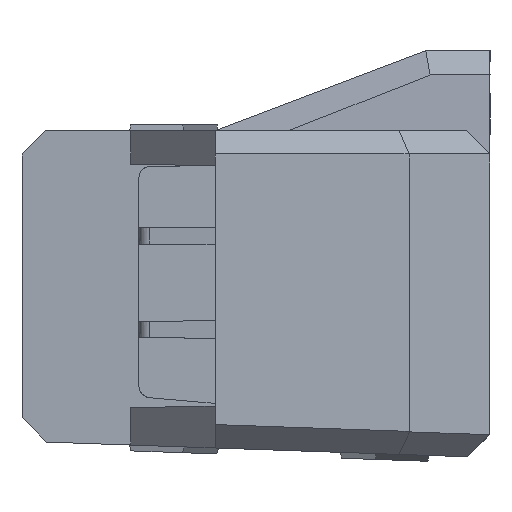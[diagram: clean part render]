
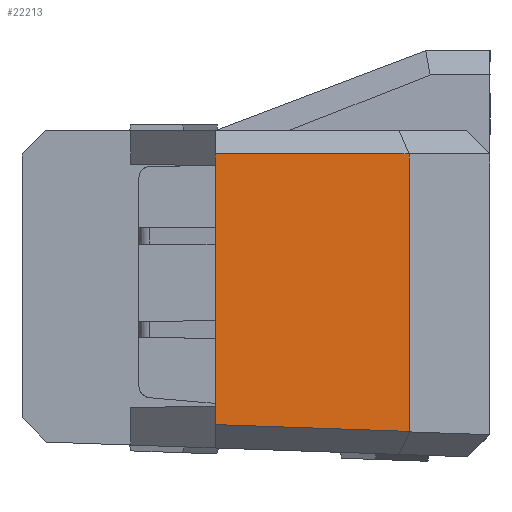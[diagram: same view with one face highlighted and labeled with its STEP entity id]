
A CAD part, left-side view. The second image highlights one B-rep face of the part: STEP entity #22213.
In plain terms, the highlighted planar face has unit normal (-0.999, -0.035, 0).
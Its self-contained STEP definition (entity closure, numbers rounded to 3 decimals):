
#281 = LINE ( 'NONE', #21120, #10373 ) ;
#373 = VERTEX_POINT ( 'NONE', #6651 ) ;
#1478 = ORIENTED_EDGE ( 'NONE', *, *, #28503, .F. ) ;
#2327 = FACE_OUTER_BOUND ( 'NONE', #32077, .T. ) ;
#6651 = CARTESIAN_POINT ( 'NONE',  ( -189.421, 6.921, 11.275 ) ) ;
#9504 = LINE ( 'NONE', #21299, #10860 ) ;
#10373 = VECTOR ( 'NONE', #24835, 1000. ) ;
#10526 = VERTEX_POINT ( 'NONE', #23327 ) ;
#10860 = VECTOR ( 'NONE', #33279, 1000. ) ;
#11346 = DIRECTION ( 'NONE',  ( -0.999, -0.035, 0. ) ) ;
#11752 = PLANE ( 'NONE',  #37805 ) ;
#11958 = EDGE_CURVE ( 'NONE', #373, #27256, #281, .T. ) ;
#17815 = VECTOR ( 'NONE', #23089, 1000. ) ;
#19690 = CARTESIAN_POINT ( 'NONE',  ( -190., 23.5, 11.275 ) ) ;
#21110 = ORIENTED_EDGE ( 'NONE', *, *, #11958, .T. ) ;
#21120 = CARTESIAN_POINT ( 'NONE',  ( -190., 23.5, 11.275 ) ) ;
#21299 = CARTESIAN_POINT ( 'NONE',  ( -189.998, 23.45, -11.854 ) ) ;
#21741 = ORIENTED_EDGE ( 'NONE', *, *, #36397, .T. ) ;
#22213 = ADVANCED_FACE ( 'NONE', ( #2327 ), #11752, .T. ) ;
#22961 = DIRECTION ( 'NONE',  ( 0.035, -0.999, 0. ) ) ;
#23089 = DIRECTION ( 'NONE',  ( 0., 0., 1. ) ) ;
#23327 = CARTESIAN_POINT ( 'NONE',  ( -190., 23.5, -11.852 ) ) ;
#23865 = ORIENTED_EDGE ( 'NONE', *, *, #34453, .T. ) ;
#24835 = DIRECTION ( 'NONE',  ( -0.035, 0.999, 0. ) ) ;
#27147 = LINE ( 'NONE', #30285, #17815 ) ;
#27250 = VERTEX_POINT ( 'NONE', #34625 ) ;
#27256 = VERTEX_POINT ( 'NONE', #19690 ) ;
#28503 = EDGE_CURVE ( 'NONE', #10526, #27256, #27147, .T. ) ;
#30285 = CARTESIAN_POINT ( 'NONE',  ( -190., 23.5, -13.276 ) ) ;
#32077 = EDGE_LOOP ( 'NONE', ( #1478, #21741, #23865, #21110 ) ) ;
#33162 = LINE ( 'NONE', #33350, #38389 ) ;
#33279 = DIRECTION ( 'NONE',  ( 0.035, -0.999, -0.035 ) ) ;
#33350 = CARTESIAN_POINT ( 'NONE',  ( -189.421, 6.921, -13.276 ) ) ;
#33928 = DIRECTION ( 'NONE',  ( 0., 0., 1. ) ) ;
#34453 = EDGE_CURVE ( 'NONE', #27250, #373, #33162, .T. ) ;
#34625 = CARTESIAN_POINT ( 'NONE',  ( -189.421, 6.921, -12.431 ) ) ;
#36397 = EDGE_CURVE ( 'NONE', #10526, #27250, #9504, .T. ) ;
#37805 = AXIS2_PLACEMENT_3D ( 'NONE', #38272, #11346, #22961 ) ;
#38272 = CARTESIAN_POINT ( 'NONE',  ( -190., 23.5, -13.276 ) ) ;
#38389 = VECTOR ( 'NONE', #33928, 1000. ) ;
